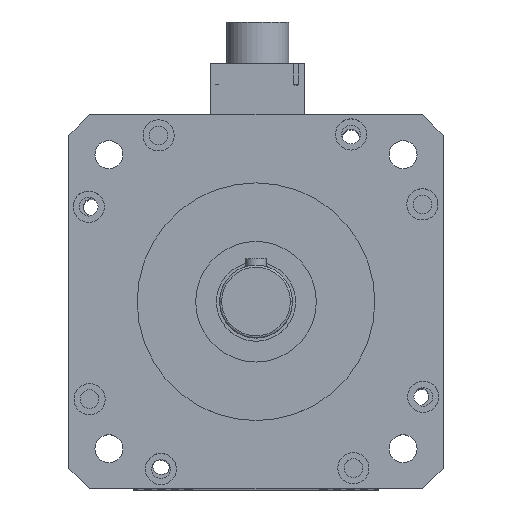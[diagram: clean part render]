
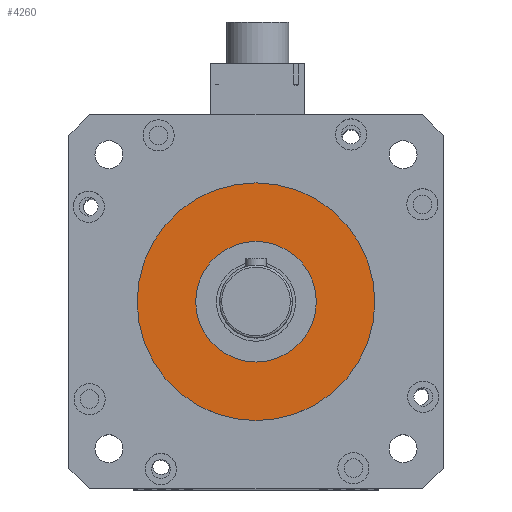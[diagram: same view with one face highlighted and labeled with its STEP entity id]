
A CAD part, top view. The second image highlights one B-rep face of the part: STEP entity #4260.
In plain terms, the highlighted planar face has unit normal (0, 0, 1).
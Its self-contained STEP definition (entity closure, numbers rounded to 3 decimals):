
#514 = EDGE_CURVE ( 'NONE', #10936, #2802, #10002, .T. ) ;
#698 = CARTESIAN_POINT ( 'NONE',  ( 0., 0., 286.2 ) ) ;
#897 = CARTESIAN_POINT ( 'NONE',  ( -57.15, 0., 286.2 ) ) ;
#1236 = DIRECTION ( 'NONE',  ( 0., 0., -1. ) ) ;
#1295 = PLANE ( 'NONE',  #7400 ) ;
#1834 = AXIS2_PLACEMENT_3D ( 'NONE', #7906, #1236, #4155 ) ;
#1925 = CARTESIAN_POINT ( 'NONE',  ( 0., 0., 286.2 ) ) ;
#2079 = CIRCLE ( 'NONE', #3273, 57.15 ) ;
#2740 = EDGE_LOOP ( 'NONE', ( #5707, #12254 ) ) ;
#2746 = CIRCLE ( 'NONE', #5523, 29. ) ;
#2802 = VERTEX_POINT ( 'NONE', #897 ) ;
#2922 = CARTESIAN_POINT ( 'NONE',  ( 0., 0., 286.2 ) ) ;
#3047 = DIRECTION ( 'NONE',  ( 0., 0., -1. ) ) ;
#3273 = AXIS2_PLACEMENT_3D ( 'NONE', #2922, #3047, #4848 ) ;
#3290 = FACE_OUTER_BOUND ( 'NONE', #3423, .T. ) ;
#3348 = CARTESIAN_POINT ( 'NONE',  ( 57.15, 0., 286.2 ) ) ;
#3423 = EDGE_LOOP ( 'NONE', ( #7503, #9810 ) ) ;
#3684 = CIRCLE ( 'NONE', #4075, 29. ) ;
#3816 = CARTESIAN_POINT ( 'NONE',  ( 29., 0., 286.2 ) ) ;
#4075 = AXIS2_PLACEMENT_3D ( 'NONE', #1925, #12281, #9671 ) ;
#4155 = DIRECTION ( 'NONE',  ( -1., 0., 0. ) ) ;
#4260 = ADVANCED_FACE ( 'NONE', ( #3290, #10014 ), #1295, .T. ) ;
#4848 = DIRECTION ( 'NONE',  ( -1., 0., 0. ) ) ;
#5146 = DIRECTION ( 'NONE',  ( 0., 0., 1. ) ) ;
#5393 = EDGE_CURVE ( 'NONE', #2802, #10936, #2079, .T. ) ;
#5517 = VERTEX_POINT ( 'NONE', #11945 ) ;
#5523 = AXIS2_PLACEMENT_3D ( 'NONE', #698, #6435, #10240 ) ;
#5707 = ORIENTED_EDGE ( 'NONE', *, *, #7371, .F. ) ;
#6384 = EDGE_CURVE ( 'NONE', #5517, #9785, #3684, .T. ) ;
#6435 = DIRECTION ( 'NONE',  ( 0., 0., 1. ) ) ;
#7371 = EDGE_CURVE ( 'NONE', #9785, #5517, #2746, .T. ) ;
#7400 = AXIS2_PLACEMENT_3D ( 'NONE', #3348, #5146, #7907 ) ;
#7503 = ORIENTED_EDGE ( 'NONE', *, *, #5393, .F. ) ;
#7906 = CARTESIAN_POINT ( 'NONE',  ( 0., 0., 286.2 ) ) ;
#7907 = DIRECTION ( 'NONE',  ( 1., 0., 0. ) ) ;
#9408 = CARTESIAN_POINT ( 'NONE',  ( 57.15, 0., 286.2 ) ) ;
#9671 = DIRECTION ( 'NONE',  ( 1., 0., 0. ) ) ;
#9785 = VERTEX_POINT ( 'NONE', #3816 ) ;
#9810 = ORIENTED_EDGE ( 'NONE', *, *, #514, .F. ) ;
#10002 = CIRCLE ( 'NONE', #1834, 57.15 ) ;
#10014 = FACE_BOUND ( 'NONE', #2740, .T. ) ;
#10240 = DIRECTION ( 'NONE',  ( 1., 0., 0. ) ) ;
#10936 = VERTEX_POINT ( 'NONE', #9408 ) ;
#11945 = CARTESIAN_POINT ( 'NONE',  ( -29., 0., 286.2 ) ) ;
#12254 = ORIENTED_EDGE ( 'NONE', *, *, #6384, .F. ) ;
#12281 = DIRECTION ( 'NONE',  ( 0., 0., 1. ) ) ;
